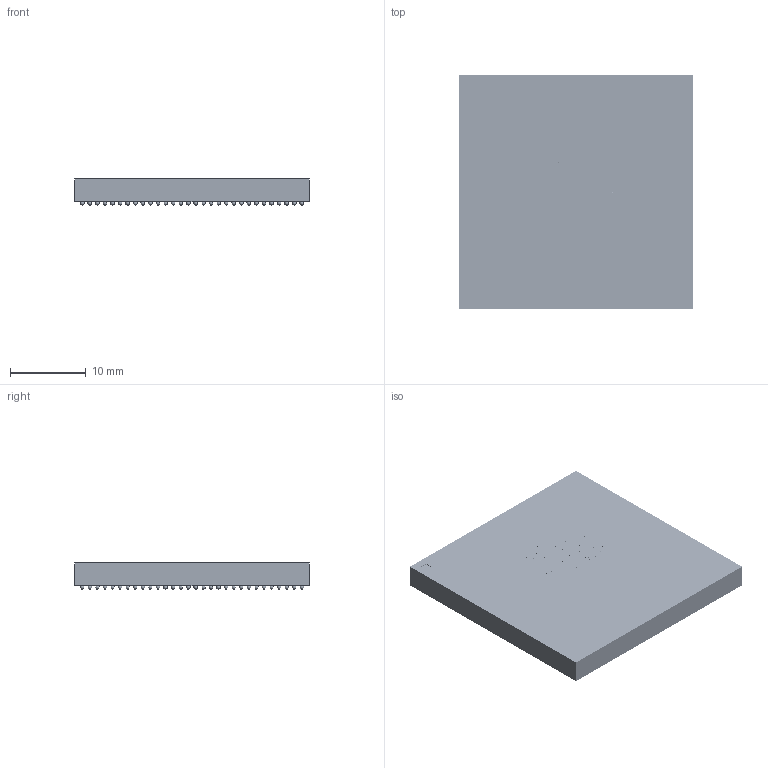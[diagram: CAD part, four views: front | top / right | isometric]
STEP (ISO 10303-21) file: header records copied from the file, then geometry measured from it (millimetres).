
FILE_DESCRIPTION(('FreeCAD Model'),'2;1');
FILE_NAME('Open CASCADE Shape Model','2021-09-13T14:49:41',(''),(''), 'Open CASCADE STEP processor 7.5','FreeCAD','Unknown');
FILE_SCHEMA(('AUTOMOTIVE_DESIGN { 1 0 10303 214 1 1 1 1 }'));
Length unit declared in the file: millimetre
Products named in the file (5): Unnamed; rotulo; BOLAS; cuadrado_concuadrado; punto
Assembly tree (4 placements, depth 2):
  Unnamed
    rotulo
    BOLAS
    cuadrado_concuadrado
    punto
Bounding box: 31 x 31 x 3.46 mm (x, y, z)
Surface area: 6821.7 mm2
Topology: 28 solids, 28 shells, 1520 faces, 4387 edges, 2924 vertices
Faces by surface type: sphere 900, extrusion 545, plane 75
Entity records: 47765 total; most frequent: CARTESIAN_POINT 11477, ORIENTED_EDGE 6966, DIRECTION 6694, EDGE_CURVE 3483, VERTEX_POINT 2922, AXIS2_PLACEMENT_3D 2778, FACE_BOUND 2429, EDGE_LOOP 2429
